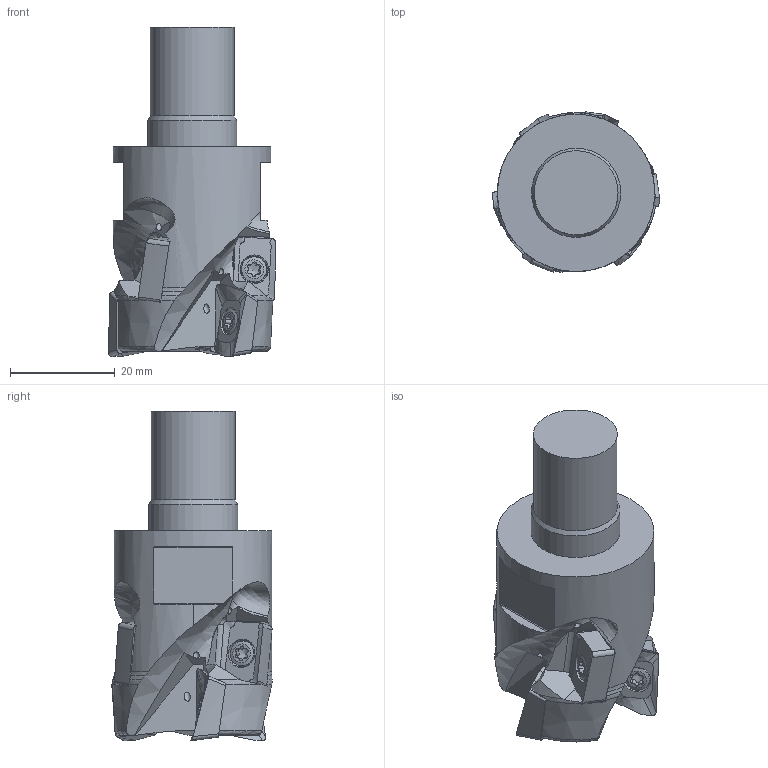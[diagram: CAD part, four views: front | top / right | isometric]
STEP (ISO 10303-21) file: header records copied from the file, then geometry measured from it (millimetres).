
FILE_DESCRIPTION(/* description */ (''),/* implementation_level */ '2;1');
FILE_NAME(/* name */ 'R217.42-1632.RE-021-LNXO.3A_Detailed.stp',/* time_stamp */ '2024-07-16T10:03:34+06:00',/* author */ (''),/* organization */ (''),/* preprocessor_version */ 'ST-DEVELOPER v18.102',/* originating_system */ 'SIEMENS PLM Software NX2206.8101',/* authorisation */ '');
FILE_SCHEMA (('AUTOMOTIVE_DESIGN { 1 0 10303 214 3 1 1 1 }'));
Length unit declared in the file: millimetre
Products named in the file (5): CUT2; CUT1; NOCUT; ASSEMBLY_CONSTRUCTION; A2723002_stp
Assembly tree (8 placements, depth 2):
  A2723002_stp
    ASSEMBLY_CONSTRUCTION
    NOCUT
    CUT1  x3
    CUT2  x3
Bounding box: 31.87 x 30.55 x 62.75 mm (x, y, z)
Volume: 26007.1 mm3; surface area: 9550.7 mm2
Topology: 7 solids, 7 shells, 425 faces, 1828 edges, 1448 vertices
Faces by surface type: cylinder 143, plane 113, bspline 88, cone 45, torus 27, sphere 9
Full cylindrical faces by diameter (mm): 1.2 x9, 3.5 x6, 3.9 x3, 4 x3, 4.8 x6, 16 x1, 16.994 x1, 30 x1
Entity records: 55708 total; most frequent: CARTESIAN_POINT 46353, ORIENTED_EDGE 2382, DIRECTION 1216, EDGE_CURVE 1191, VERTEX_POINT 944, B_SPLINE_CURVE_WITH_KNOTS 801, AXIS2_PLACEMENT_3D 522, EDGE_LOOP 401
